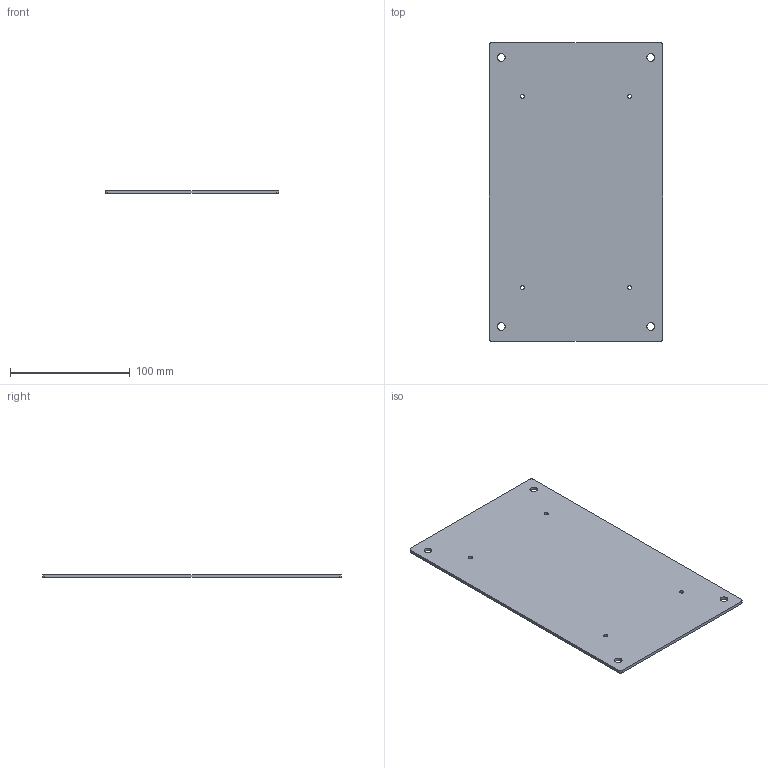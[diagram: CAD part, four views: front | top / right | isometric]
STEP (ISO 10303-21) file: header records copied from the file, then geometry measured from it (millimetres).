
FILE_DESCRIPTION(/* description */ ('Unknown'),/* implementation_level */ '2;1');
FILE_NAME(/* name */ 'GroundPlate',/* time_stamp */ '2018-11-22T08:37:58+01:00',/* author */ ('Unknown'),/* organization */ ('Unknown'),/* preprocessor_version */ 'ST-DEVELOPER v16.7',/* originating_system */ 'DEX',/* authorisation */ $);
FILE_SCHEMA (('AUTOMOTIVE_DESIGN {1 0 10303 214 3 1 1}'));
Length unit declared in the file: millimetre
Products named in the file (1): GroundPlate
Bounding box: 145 x 250 x 2.5 mm (x, y, z)
Volume: 90174.1 mm3; surface area: 74416.6 mm2
Topology: 1 solids, 1 shells, 22 faces, 60 edges, 40 vertices
Faces by surface type: cylinder 12, plane 6, cone 4
Full cylindrical faces by diameter (mm): 3.3 x4, 6.4 x4
Entity records: 678 total; most frequent: DIRECTION 118, CARTESIAN_POINT 103, ORIENTED_EDGE 88, AXIS2_PLACEMENT_3D 51, EDGE_LOOP 50, FACE_BOUND 50, EDGE_CURVE 44, VERTEX_POINT 36
